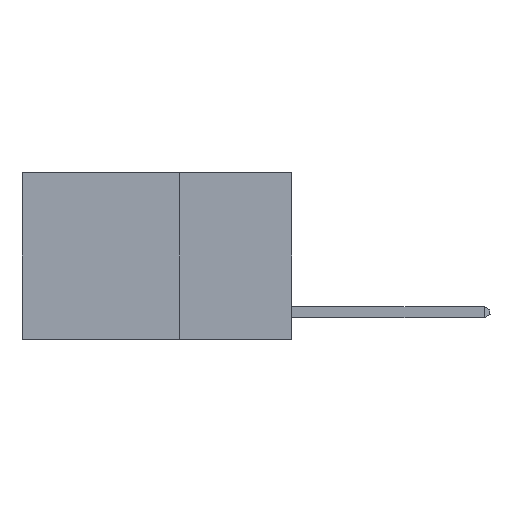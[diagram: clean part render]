
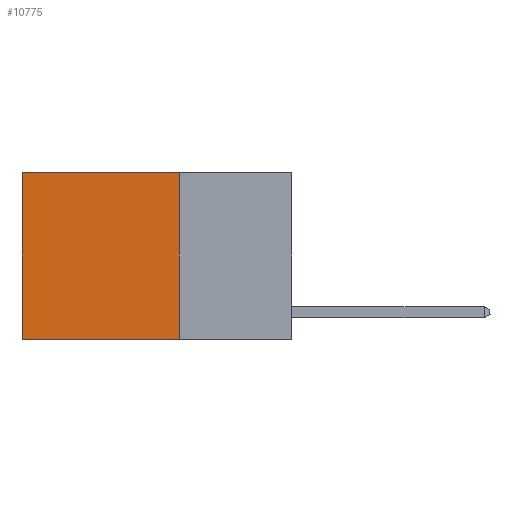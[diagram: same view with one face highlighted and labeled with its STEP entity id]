
A CAD part, left-side view. The second image highlights one B-rep face of the part: STEP entity #10775.
In plain terms, the highlighted planar face has unit normal (-1, 0, 0).
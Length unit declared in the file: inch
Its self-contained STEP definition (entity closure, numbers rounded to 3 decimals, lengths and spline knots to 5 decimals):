
#561 = LINE ( 'NONE', #14369, #1084 ) ;
#1084 = VECTOR ( 'NONE', #1283, 39.37008 ) ;
#1260 = CARTESIAN_POINT ( 'NONE',  ( 0.2625, 0.25, 0. ) ) ;
#1283 = DIRECTION ( 'NONE',  ( 0., 1., 0. ) ) ;
#1742 = DIRECTION ( 'NONE',  ( 0., 0., -1. ) ) ;
#2043 = VECTOR ( 'NONE', #1742, 39.37008 ) ;
#2380 = CARTESIAN_POINT ( 'NONE',  ( 0.2625, 0.6, -0.37 ) ) ;
#3490 = VERTEX_POINT ( 'NONE', #7882 ) ;
#3580 = CARTESIAN_POINT ( 'NONE',  ( 0.2625, 0.25, 0. ) ) ;
#3700 = LINE ( 'NONE', #4628, #12448 ) ;
#4063 = FACE_OUTER_BOUND ( 'NONE', #13278, .T. ) ;
#4366 = ORIENTED_EDGE ( 'NONE', *, *, #4800, .T. ) ;
#4628 = CARTESIAN_POINT ( 'NONE',  ( 0.2625, 0.25, -0.37 ) ) ;
#4800 = EDGE_CURVE ( 'NONE', #16367, #3490, #561, .T. ) ;
#6185 = DIRECTION ( 'NONE',  ( 0., 0., -1. ) ) ;
#6840 = ORIENTED_EDGE ( 'NONE', *, *, #15407, .F. ) ;
#7087 = EDGE_CURVE ( 'NONE', #12089, #16023, #3700, .T. ) ;
#7882 = CARTESIAN_POINT ( 'NONE',  ( 0.2625, 0.6, 0. ) ) ;
#9572 = LINE ( 'NONE', #3580, #14438 ) ;
#10418 = EDGE_CURVE ( 'NONE', #3490, #16023, #15099, .T. ) ;
#10775 = ADVANCED_FACE ( 'NONE', ( #4063 ), #10991, .F. ) ;
#10991 = PLANE ( 'NONE',  #20407 ) ;
#10999 = ORIENTED_EDGE ( 'NONE', *, *, #10418, .T. ) ;
#12089 = VERTEX_POINT ( 'NONE', #17719 ) ;
#12448 = VECTOR ( 'NONE', #16104, 39.37008 ) ;
#13152 = CARTESIAN_POINT ( 'NONE',  ( 0.2625, 0.25, 0. ) ) ;
#13234 = CARTESIAN_POINT ( 'NONE',  ( 0.2625, 0.6, 0. ) ) ;
#13278 = EDGE_LOOP ( 'NONE', ( #10999, #20408, #6840, #4366 ) ) ;
#14369 = CARTESIAN_POINT ( 'NONE',  ( 0.2625, 0.25, 0. ) ) ;
#14438 = VECTOR ( 'NONE', #15031, 39.37008 ) ;
#15031 = DIRECTION ( 'NONE',  ( 0., 0., -1. ) ) ;
#15099 = LINE ( 'NONE', #13234, #2043 ) ;
#15407 = EDGE_CURVE ( 'NONE', #16367, #12089, #9572, .T. ) ;
#15986 = DIRECTION ( 'NONE',  ( 1., 0., 0. ) ) ;
#16023 = VERTEX_POINT ( 'NONE', #2380 ) ;
#16104 = DIRECTION ( 'NONE',  ( 0., 1., 0. ) ) ;
#16367 = VERTEX_POINT ( 'NONE', #13152 ) ;
#17719 = CARTESIAN_POINT ( 'NONE',  ( 0.2625, 0.25, -0.37 ) ) ;
#20407 = AXIS2_PLACEMENT_3D ( 'NONE', #1260, #15986, #6185 ) ;
#20408 = ORIENTED_EDGE ( 'NONE', *, *, #7087, .F. ) ;
